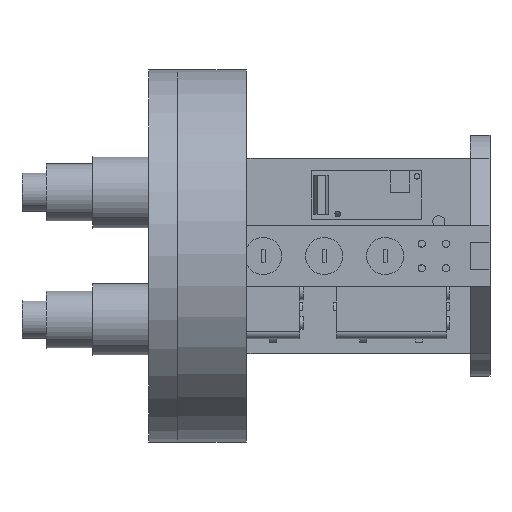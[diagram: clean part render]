
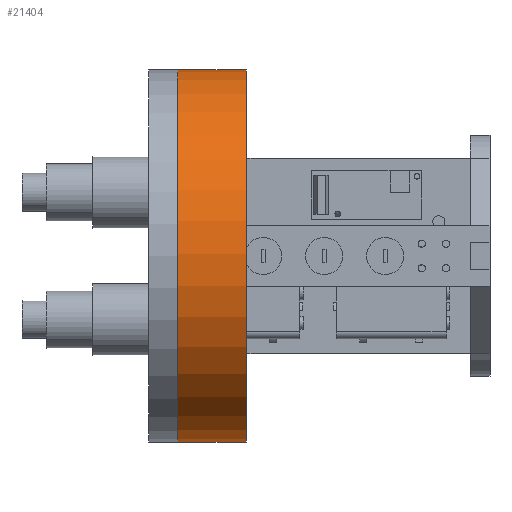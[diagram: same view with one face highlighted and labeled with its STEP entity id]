
A CAD part, front view. The second image highlights one B-rep face of the part: STEP entity #21404.
In plain terms, the highlighted cylindrical face has radius 76.29 mm (diameter 152.58 mm), a partial arc.
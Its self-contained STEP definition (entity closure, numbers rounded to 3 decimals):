
#877 = EDGE_CURVE ( 'NONE', #9351, #13092, #4178, .T. ) ;
#1021 = VERTEX_POINT ( 'NONE', #20245 ) ;
#1120 = DIRECTION ( 'NONE',  ( 0., 0., 1. ) ) ;
#1708 = VECTOR ( 'NONE', #12292, 1000. ) ;
#2163 = CARTESIAN_POINT ( 'NONE',  ( 28., 0., -76.29 ) ) ;
#4178 = CIRCLE ( 'NONE', #21674, 76.29 ) ;
#4857 = EDGE_CURVE ( 'NONE', #15688, #1021, #18821, .T. ) ;
#6230 = DIRECTION ( 'NONE',  ( -1., 0., 0. ) ) ;
#7341 = AXIS2_PLACEMENT_3D ( 'NONE', #9670, #6230, #1120 ) ;
#7595 = EDGE_CURVE ( 'NONE', #13092, #1021, #22507, .T. ) ;
#7620 = EDGE_LOOP ( 'NONE', ( #16290, #14312, #20963, #12618 ) ) ;
#8816 = DIRECTION ( 'NONE',  ( 0., 0., -1. ) ) ;
#9351 = VERTEX_POINT ( 'NONE', #17202 ) ;
#9502 = DIRECTION ( 'NONE',  ( -1., 0., 0. ) ) ;
#9670 = CARTESIAN_POINT ( 'NONE',  ( 28., 0., 0. ) ) ;
#10464 = CARTESIAN_POINT ( 'NONE',  ( 0., 0., 0. ) ) ;
#10653 = CARTESIAN_POINT ( 'NONE',  ( 28., 0., -76.29 ) ) ;
#11872 = VECTOR ( 'NONE', #9502, 1000. ) ;
#12292 = DIRECTION ( 'NONE',  ( -1., 0., 0. ) ) ;
#12618 = ORIENTED_EDGE ( 'NONE', *, *, #4857, .T. ) ;
#12882 = CARTESIAN_POINT ( 'NONE',  ( 28., 0., 0. ) ) ;
#13092 = VERTEX_POINT ( 'NONE', #2163 ) ;
#14312 = ORIENTED_EDGE ( 'NONE', *, *, #877, .F. ) ;
#14675 = DIRECTION ( 'NONE',  ( 0., 0., -1. ) ) ;
#15688 = VERTEX_POINT ( 'NONE', #16037 ) ;
#15749 = LINE ( 'NONE', #21798, #11872 ) ;
#16037 = CARTESIAN_POINT ( 'NONE',  ( 0., 0., 76.29 ) ) ;
#16290 = ORIENTED_EDGE ( 'NONE', *, *, #7595, .F. ) ;
#17202 = CARTESIAN_POINT ( 'NONE',  ( 28., 0., 76.29 ) ) ;
#17403 = FACE_OUTER_BOUND ( 'NONE', #7620, .T. ) ;
#18024 = DIRECTION ( 'NONE',  ( 1., 0., 0. ) ) ;
#18507 = CYLINDRICAL_SURFACE ( 'NONE', #7341, 76.29 ) ;
#18821 = CIRCLE ( 'NONE', #18845, 76.29 ) ;
#18845 = AXIS2_PLACEMENT_3D ( 'NONE', #10464, #19231, #8816 ) ;
#19231 = DIRECTION ( 'NONE',  ( 1., 0., 0. ) ) ;
#20245 = CARTESIAN_POINT ( 'NONE',  ( 0., 0., -76.29 ) ) ;
#20806 = EDGE_CURVE ( 'NONE', #9351, #15688, #15749, .T. ) ;
#20963 = ORIENTED_EDGE ( 'NONE', *, *, #20806, .T. ) ;
#21404 = ADVANCED_FACE ( 'NONE', ( #17403 ), #18507, .T. ) ;
#21674 = AXIS2_PLACEMENT_3D ( 'NONE', #12882, #18024, #14675 ) ;
#21798 = CARTESIAN_POINT ( 'NONE',  ( 28., 0., 76.29 ) ) ;
#22507 = LINE ( 'NONE', #10653, #1708 ) ;
